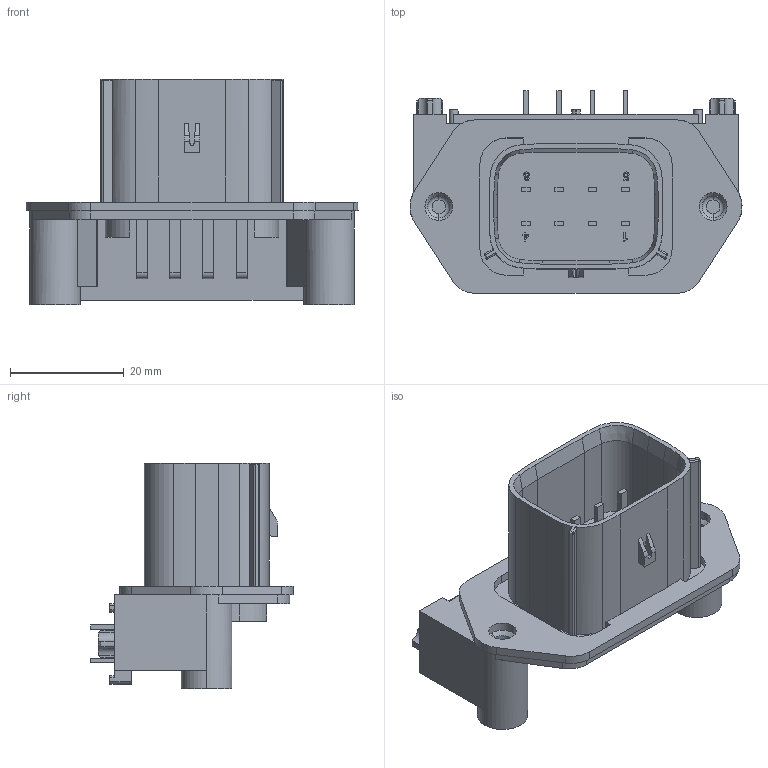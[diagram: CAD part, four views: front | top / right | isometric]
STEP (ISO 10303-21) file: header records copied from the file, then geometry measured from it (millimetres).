
FILE_DESCRIPTION((''),'2;1');
FILE_NAME('194270105','2014-08-12T',('me'),(''),'PRO/ENGINEER BY PARAMETRIC TECHNOLOGY CORPORATION, 2011490','PRO/ENGINEER BY PARAMETRIC TECHNOLOGY CORPORATION, 2011490','');
FILE_SCHEMA(('CONFIG_CONTROL_DESIGN'));
Length unit declared in the file: millimetre
Products named in the file (1): 194270105
Bounding box: 58.41 x 35.62 x 39.65 mm (x, y, z)
Volume: 14302 mm3; surface area: 14251.2 mm2
Topology: 1 solids, 1 shells, 673 faces, 1898 edges, 1262 vertices
Faces by surface type: plane 492, cylinder 146, cone 24, sphere 5, torus 4, extrusion 2
Entity records: 21826 total; most frequent: CARTESIAN_POINT 4086, ORIENTED_EDGE 3746, DIRECTION 3558, EDGE_CURVE 1873, VECTOR 1468, LINE 1466, VERTEX_POINT 1242, AXIS2_PLACEMENT_3D 1045
